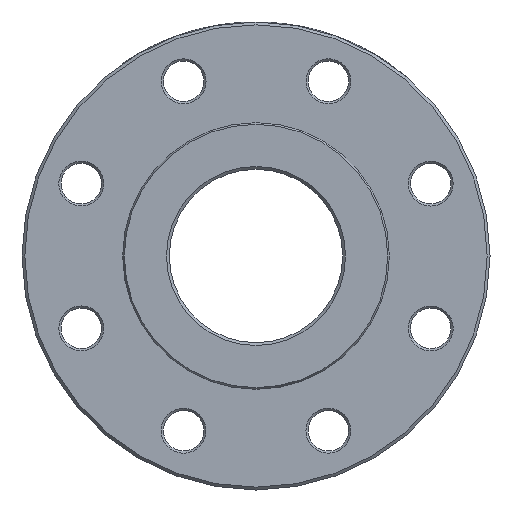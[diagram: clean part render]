
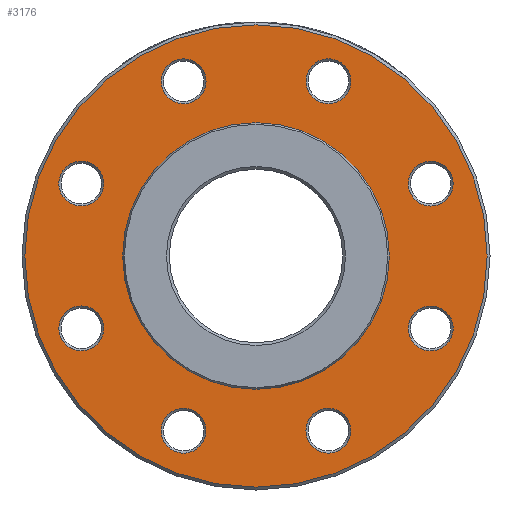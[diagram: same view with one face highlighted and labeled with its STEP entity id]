
A CAD part, left-side view. The second image highlights one B-rep face of the part: STEP entity #3176.
In plain terms, the highlighted planar face has unit normal (-1, 0, 0).
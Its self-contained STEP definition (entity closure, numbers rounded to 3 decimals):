
#3 = FACE_BOUND ( 'NONE', #2336, .T. ) ;
#216 = VERTEX_POINT ( 'NONE', #5735 ) ;
#297 = AXIS2_PLACEMENT_3D ( 'NONE', #8177, #2087, #380 ) ;
#328 = EDGE_LOOP ( 'NONE', ( #5765 ) ) ;
#350 = CARTESIAN_POINT ( 'NONE',  ( 2., 0., 94.005 ) ) ;
#380 = DIRECTION ( 'NONE',  ( 0., 1., 0. ) ) ;
#391 = CARTESIAN_POINT ( 'NONE',  ( 2., -39.859, 134.372 ) ) ;
#448 = CIRCLE ( 'NONE', #7586, 15.8 ) ;
#461 = AXIS2_PLACEMENT_3D ( 'NONE', #712, #7624, #7049 ) ;
#494 = ORIENTED_EDGE ( 'NONE', *, *, #5144, .T. ) ;
#712 = CARTESIAN_POINT ( 'NONE',  ( 2., 0., 0. ) ) ;
#763 = CIRCLE ( 'NONE', #6167, 163. ) ;
#818 = CARTESIAN_POINT ( 'NONE',  ( 2., -51.031, 123.199 ) ) ;
#1046 = VERTEX_POINT ( 'NONE', #1828 ) ;
#1229 = DIRECTION ( 'NONE',  ( 1., 0., 0. ) ) ;
#1263 = FACE_BOUND ( 'NONE', #5788, .T. ) ;
#1406 = EDGE_CURVE ( 'NONE', #2015, #2015, #448, .T. ) ;
#1442 = CARTESIAN_POINT ( 'NONE',  ( 2., 123.199, -66.831 ) ) ;
#1544 = CIRCLE ( 'NONE', #6993, 15.8 ) ;
#1567 = VERTEX_POINT ( 'NONE', #350 ) ;
#1700 = CARTESIAN_POINT ( 'NONE',  ( 2., 123.199, -51.031 ) ) ;
#1701 = CARTESIAN_POINT ( 'NONE',  ( 2., 39.859, -134.372 ) ) ;
#1828 = CARTESIAN_POINT ( 'NONE',  ( 2., -123.199, 66.831 ) ) ;
#1878 = AXIS2_PLACEMENT_3D ( 'NONE', #5145, #3101, #6431 ) ;
#2015 = VERTEX_POINT ( 'NONE', #1442 ) ;
#2087 = DIRECTION ( 'NONE',  ( 1., 0., 0. ) ) ;
#2228 = CARTESIAN_POINT ( 'NONE',  ( 2., 66.831, 123.199 ) ) ;
#2336 = EDGE_LOOP ( 'NONE', ( #5846 ) ) ;
#2408 = CARTESIAN_POINT ( 'NONE',  ( 2., -134.372, -39.859 ) ) ;
#2480 = EDGE_LOOP ( 'NONE', ( #3072 ) ) ;
#2669 = FACE_BOUND ( 'NONE', #3563, .T. ) ;
#2714 = FACE_BOUND ( 'NONE', #5488, .T. ) ;
#2822 = AXIS2_PLACEMENT_3D ( 'NONE', #818, #8218, #6290 ) ;
#2887 = CARTESIAN_POINT ( 'NONE',  ( 2., 0., -163. ) ) ;
#2930 = VERTEX_POINT ( 'NONE', #2887 ) ;
#2988 = DIRECTION ( 'NONE',  ( 1., 0., 0. ) ) ;
#3010 = DIRECTION ( 'NONE',  ( 1., 0., 0. ) ) ;
#3064 = VERTEX_POINT ( 'NONE', #2228 ) ;
#3072 = ORIENTED_EDGE ( 'NONE', *, *, #8522, .T. ) ;
#3101 = DIRECTION ( 'NONE',  ( 1., 0., 0. ) ) ;
#3176 = ADVANCED_FACE ( 'NONE', ( #7261, #2714, #5334, #6696, #2669, #3, #6084, #8011, #7393, #1263 ), #4675, .F. ) ;
#3563 = EDGE_LOOP ( 'NONE', ( #3783 ) ) ;
#3622 = CARTESIAN_POINT ( 'NONE',  ( 2., -66.831, -123.199 ) ) ;
#3633 = EDGE_LOOP ( 'NONE', ( #3826 ) ) ;
#3652 = AXIS2_PLACEMENT_3D ( 'NONE', #4509, #1229, #7179 ) ;
#3729 = CARTESIAN_POINT ( 'NONE',  ( 2., -123.199, -51.031 ) ) ;
#3783 = ORIENTED_EDGE ( 'NONE', *, *, #5541, .T. ) ;
#3826 = ORIENTED_EDGE ( 'NONE', *, *, #5097, .T. ) ;
#3871 = AXIS2_PLACEMENT_3D ( 'NONE', #7351, #7307, #3941 ) ;
#3918 = EDGE_CURVE ( 'NONE', #6349, #6349, #5934, .T. ) ;
#3941 = DIRECTION ( 'NONE',  ( 0., 0., -1. ) ) ;
#4101 = AXIS2_PLACEMENT_3D ( 'NONE', #7697, #3010, #5013 ) ;
#4179 = EDGE_CURVE ( 'NONE', #2930, #2930, #763, .T. ) ;
#4262 = DIRECTION ( 'NONE',  ( 0., -0.707, 0.707 ) ) ;
#4360 = CIRCLE ( 'NONE', #5473, 15.8 ) ;
#4509 = CARTESIAN_POINT ( 'NONE',  ( 2., 51.031, -123.199 ) ) ;
#4675 = PLANE ( 'NONE',  #3871 ) ;
#5013 = DIRECTION ( 'NONE',  ( 0., 0.707, -0.707 ) ) ;
#5066 = VERTEX_POINT ( 'NONE', #1701 ) ;
#5097 = EDGE_CURVE ( 'NONE', #7754, #7754, #7142, .T. ) ;
#5144 = EDGE_CURVE ( 'NONE', #3064, #3064, #8266, .T. ) ;
#5145 = CARTESIAN_POINT ( 'NONE',  ( 2., -51.031, -123.199 ) ) ;
#5224 = DIRECTION ( 'NONE',  ( 0., 0., -1. ) ) ;
#5334 = FACE_BOUND ( 'NONE', #3633, .T. ) ;
#5473 = AXIS2_PLACEMENT_3D ( 'NONE', #3729, #6316, #4262 ) ;
#5488 = EDGE_LOOP ( 'NONE', ( #494 ) ) ;
#5541 = EDGE_CURVE ( 'NONE', #8363, #8363, #4360, .T. ) ;
#5574 = EDGE_LOOP ( 'NONE', ( #6241 ) ) ;
#5615 = CARTESIAN_POINT ( 'NONE',  ( 2., -123.199, 51.031 ) ) ;
#5643 = EDGE_CURVE ( 'NONE', #5066, #5066, #6315, .T. ) ;
#5735 = CARTESIAN_POINT ( 'NONE',  ( 2., 134.372, 39.859 ) ) ;
#5750 = EDGE_CURVE ( 'NONE', #216, #216, #8424, .T. ) ;
#5765 = ORIENTED_EDGE ( 'NONE', *, *, #5643, .T. ) ;
#5788 = EDGE_LOOP ( 'NONE', ( #6712 ) ) ;
#5843 = CARTESIAN_POINT ( 'NONE',  ( 2., 0., 0. ) ) ;
#5846 = ORIENTED_EDGE ( 'NONE', *, *, #3918, .T. ) ;
#5934 = CIRCLE ( 'NONE', #1878, 15.8 ) ;
#5982 = DIRECTION ( 'NONE',  ( -1., 0., 0. ) ) ;
#6084 = FACE_BOUND ( 'NONE', #328, .T. ) ;
#6167 = AXIS2_PLACEMENT_3D ( 'NONE', #5843, #5982, #5224 ) ;
#6241 = ORIENTED_EDGE ( 'NONE', *, *, #5750, .T. ) ;
#6290 = DIRECTION ( 'NONE',  ( 0., 0.707, 0.707 ) ) ;
#6315 = CIRCLE ( 'NONE', #3652, 15.8 ) ;
#6316 = DIRECTION ( 'NONE',  ( 1., 0., 0. ) ) ;
#6349 = VERTEX_POINT ( 'NONE', #3622 ) ;
#6360 = DIRECTION ( 'NONE',  ( 0., 0., 1. ) ) ;
#6394 = DIRECTION ( 'NONE',  ( 1., 0., 0. ) ) ;
#6431 = DIRECTION ( 'NONE',  ( 0., -1., 0. ) ) ;
#6696 = FACE_BOUND ( 'NONE', #2480, .T. ) ;
#6712 = ORIENTED_EDGE ( 'NONE', *, *, #7063, .F. ) ;
#6722 = ORIENTED_EDGE ( 'NONE', *, *, #1406, .T. ) ;
#6754 = EDGE_LOOP ( 'NONE', ( #6722 ) ) ;
#6993 = AXIS2_PLACEMENT_3D ( 'NONE', #5615, #2988, #6360 ) ;
#7040 = DIRECTION ( 'NONE',  ( 0., 0., -1. ) ) ;
#7049 = DIRECTION ( 'NONE',  ( 0., 0., 1. ) ) ;
#7063 = EDGE_CURVE ( 'NONE', #1567, #1567, #8569, .T. ) ;
#7142 = CIRCLE ( 'NONE', #2822, 15.8 ) ;
#7179 = DIRECTION ( 'NONE',  ( 0., -0.707, -0.707 ) ) ;
#7261 = FACE_BOUND ( 'NONE', #5574, .T. ) ;
#7307 = DIRECTION ( 'NONE',  ( 1., 0., 0. ) ) ;
#7351 = CARTESIAN_POINT ( 'NONE',  ( 2., 94.005, 0. ) ) ;
#7385 = EDGE_LOOP ( 'NONE', ( #7692 ) ) ;
#7393 = FACE_OUTER_BOUND ( 'NONE', #7385, .T. ) ;
#7586 = AXIS2_PLACEMENT_3D ( 'NONE', #1700, #6394, #7040 ) ;
#7624 = DIRECTION ( 'NONE',  ( -1., 0., 0. ) ) ;
#7692 = ORIENTED_EDGE ( 'NONE', *, *, #4179, .T. ) ;
#7697 = CARTESIAN_POINT ( 'NONE',  ( 2., 123.199, 51.031 ) ) ;
#7754 = VERTEX_POINT ( 'NONE', #391 ) ;
#8011 = FACE_BOUND ( 'NONE', #6754, .T. ) ;
#8177 = CARTESIAN_POINT ( 'NONE',  ( 2., 51.031, 123.199 ) ) ;
#8218 = DIRECTION ( 'NONE',  ( 1., 0., 0. ) ) ;
#8266 = CIRCLE ( 'NONE', #297, 15.8 ) ;
#8363 = VERTEX_POINT ( 'NONE', #2408 ) ;
#8424 = CIRCLE ( 'NONE', #4101, 15.8 ) ;
#8522 = EDGE_CURVE ( 'NONE', #1046, #1046, #1544, .T. ) ;
#8569 = CIRCLE ( 'NONE', #461, 94.005 ) ;
